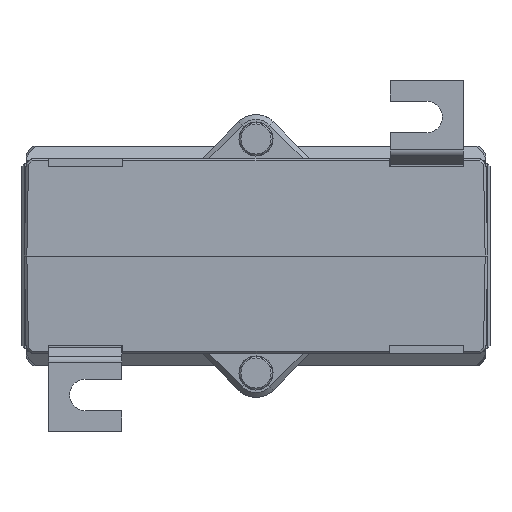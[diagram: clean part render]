
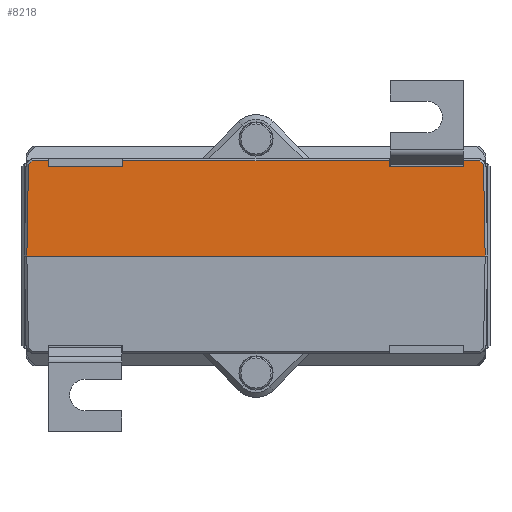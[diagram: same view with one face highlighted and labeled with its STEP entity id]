
A CAD part, front view. The second image highlights one B-rep face of the part: STEP entity #8218.
In plain terms, the highlighted planar face has unit normal (0, -1, 0.018).
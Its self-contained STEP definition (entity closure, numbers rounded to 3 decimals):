
#7324 = VERTEX_POINT ( 'NONE', #60594 ) ;
#7389 = EDGE_CURVE ( 'NONE', #7324, #7405, #60713, .T. ) ;
#7405 = VERTEX_POINT ( 'NONE', #60751 ) ;
#8140 = VERTEX_POINT ( 'NONE', #62135 ) ;
#8148 = VERTEX_POINT ( 'NONE', #62129 ) ;
#8166 = ORIENTED_EDGE ( 'NONE', *, *, #8280, .T. ) ;
#8169 = EDGE_LOOP ( 'NONE', ( #8221, #8219, #8226, #8216, #8225, #8166, #8285, #8207, #8287, #8254, #8258, #8282, #8269, #8274 ) ) ;
#8178 = VERTEX_POINT ( 'NONE', #62190 ) ;
#8180 = VERTEX_POINT ( 'NONE', #62181 ) ;
#8181 = EDGE_CURVE ( 'NONE', #8140, #8178, #62168, .T. ) ;
#8205 = VERTEX_POINT ( 'NONE', #62245 ) ;
#8206 = VERTEX_POINT ( 'NONE', #62243 ) ;
#8207 = ORIENTED_EDGE ( 'NONE', *, *, #8232, .T. ) ;
#8210 = VERTEX_POINT ( 'NONE', #62246 ) ;
#8211 = VERTEX_POINT ( 'NONE', #62239 ) ;
#8214 = EDGE_CURVE ( 'NONE', #8205, #8211, #62242, .T. ) ;
#8215 = EDGE_CURVE ( 'NONE', #8206, #8205, #62247, .T. ) ;
#8216 = ORIENTED_EDGE ( 'NONE', *, *, #8236, .T. ) ;
#8218 = ADVANCED_FACE ( 'NONE', ( #62248 ), #62235, .T. ) ;
#8219 = ORIENTED_EDGE ( 'NONE', *, *, #8222, .F. ) ;
#8221 = ORIENTED_EDGE ( 'NONE', *, *, #8181, .F. ) ;
#8222 = EDGE_CURVE ( 'NONE', #8148, #8140, #62285, .T. ) ;
#8225 = ORIENTED_EDGE ( 'NONE', *, *, #8240, .T. ) ;
#8226 = ORIENTED_EDGE ( 'NONE', *, *, #8229, .F. ) ;
#8229 = EDGE_CURVE ( 'NONE', #8231, #8148, #62276, .T. ) ;
#8231 = VERTEX_POINT ( 'NONE', #62327 ) ;
#8232 = EDGE_CURVE ( 'NONE', #7405, #8206, #62314, .T. ) ;
#8236 = EDGE_CURVE ( 'NONE', #8231, #8180, #62308, .T. ) ;
#8238 = VERTEX_POINT ( 'NONE', #62328 ) ;
#8240 = EDGE_CURVE ( 'NONE', #8180, #8238, #62352, .T. ) ;
#8242 = VERTEX_POINT ( 'NONE', #62307 ) ;
#8252 = VERTEX_POINT ( 'NONE', #62341 ) ;
#8254 = ORIENTED_EDGE ( 'NONE', *, *, #8214, .T. ) ;
#8255 = EDGE_CURVE ( 'NONE', #8242, #8211, #62345, .T. ) ;
#8258 = ORIENTED_EDGE ( 'NONE', *, *, #8255, .F. ) ;
#8260 = EDGE_CURVE ( 'NONE', #8242, #8210, #62382, .T. ) ;
#8267 = EDGE_CURVE ( 'NONE', #8252, #8210, #62364, .T. ) ;
#8269 = ORIENTED_EDGE ( 'NONE', *, *, #8267, .F. ) ;
#8270 = EDGE_CURVE ( 'NONE', #8252, #8178, #62421, .T. ) ;
#8274 = ORIENTED_EDGE ( 'NONE', *, *, #8270, .T. ) ;
#8280 = EDGE_CURVE ( 'NONE', #8238, #7324, #62410, .T. ) ;
#8282 = ORIENTED_EDGE ( 'NONE', *, *, #8260, .T. ) ;
#8285 = ORIENTED_EDGE ( 'NONE', *, *, #7389, .T. ) ;
#8287 = ORIENTED_EDGE ( 'NONE', *, *, #8215, .T. ) ;
#60594 = CARTESIAN_POINT ( 'NONE',  ( -47., -48.25, 0. ) ) ;
#60706 = DIRECTION ( 'NONE',  ( 1., 0., 0. ) ) ;
#60707 = VECTOR ( 'NONE', #60706, 1000. ) ;
#60708 = CARTESIAN_POINT ( 'NONE',  ( -47.5, -48.25, 0. ) ) ;
#60713 = LINE ( 'NONE', #60708, #60707 ) ;
#60751 = CARTESIAN_POINT ( 'NONE',  ( 47., -48.25, 0. ) ) ;
#62129 = CARTESIAN_POINT ( 'NONE',  ( -42.608, -47.929, 18.4 ) ) ;
#62135 = CARTESIAN_POINT ( 'NONE',  ( -27.392, -47.929, 18.4 ) ) ;
#62168 = LINE ( 'NONE', #62194, #62226 ) ;
#62181 = CARTESIAN_POINT ( 'NONE',  ( -45.922, -47.91, 19.5 ) ) ;
#62190 = CARTESIAN_POINT ( 'NONE',  ( -27.382, -47.91, 19.5 ) ) ;
#62193 = DIRECTION ( 'NONE',  ( 0.009, 0.017, 1. ) ) ;
#62194 = CARTESIAN_POINT ( 'NONE',  ( -27.554, -48.253, -0.174 ) ) ;
#62226 = VECTOR ( 'NONE', #62193, 1000. ) ;
#62235 = PLANE ( 'NONE',  #62298 ) ;
#62239 = CARTESIAN_POINT ( 'NONE',  ( 42.618, -47.91, 19.5 ) ) ;
#62241 = CARTESIAN_POINT ( 'NONE',  ( -46.133, -47.91, 19.5 ) ) ;
#62242 = LINE ( 'NONE', #62241, #62300 ) ;
#62243 = CARTESIAN_POINT ( 'NONE',  ( 46.672, -47.922, 18.775 ) ) ;
#62244 = CARTESIAN_POINT ( 'NONE',  ( -47.5, -48.25, 0. ) ) ;
#62245 = CARTESIAN_POINT ( 'NONE',  ( 45.922, -47.91, 19.5 ) ) ;
#62246 = CARTESIAN_POINT ( 'NONE',  ( 27.392, -47.929, 18.4 ) ) ;
#62247 = LINE ( 'NONE', #62297, #62296 ) ;
#62248 = FACE_OUTER_BOUND ( 'NONE', #8169, .T. ) ;
#62265 = DIRECTION ( 'NONE',  ( 0.009, -0.017, -1. ) ) ;
#62266 = VECTOR ( 'NONE', #62265, 1000. ) ;
#62275 = CARTESIAN_POINT ( 'NONE',  ( -42.448, -48.249, 0.044 ) ) ;
#62276 = LINE ( 'NONE', #62275, #62266 ) ;
#62280 = DIRECTION ( 'NONE',  ( 1., 0., 0. ) ) ;
#62281 = VECTOR ( 'NONE', #62280, 1000. ) ;
#62282 = CARTESIAN_POINT ( 'NONE',  ( -47.5, -47.929, 18.4 ) ) ;
#62285 = LINE ( 'NONE', #62282, #62281 ) ;
#62289 = DIRECTION ( 'NONE',  ( 0., -0.017, -1. ) ) ;
#62290 = DIRECTION ( 'NONE',  ( 0., -1., 0.017 ) ) ;
#62295 = DIRECTION ( 'NONE',  ( -0.719, 0.012, 0.695 ) ) ;
#62296 = VECTOR ( 'NONE', #62295, 1000. ) ;
#62297 = CARTESIAN_POINT ( 'NONE',  ( 45.781, -47.907, 19.636 ) ) ;
#62298 = AXIS2_PLACEMENT_3D ( 'NONE', #62244, #62290, #62289 ) ;
#62299 = DIRECTION ( 'NONE',  ( -1., 0., 0. ) ) ;
#62300 = VECTOR ( 'NONE', #62299, 1000. ) ;
#62302 = DIRECTION ( 'NONE',  ( -1., 0., 0. ) ) ;
#62303 = VECTOR ( 'NONE', #62302, 1000. ) ;
#62304 = CARTESIAN_POINT ( 'NONE',  ( -46.133, -47.91, 19.5 ) ) ;
#62307 = CARTESIAN_POINT ( 'NONE',  ( 42.608, -47.929, 18.4 ) ) ;
#62308 = LINE ( 'NONE', #62304, #62303 ) ;
#62311 = DIRECTION ( 'NONE',  ( -0.017, 0.017, 1. ) ) ;
#62312 = VECTOR ( 'NONE', #62311, 1000. ) ;
#62313 = CARTESIAN_POINT ( 'NONE',  ( 46.971, -48.221, 1.648 ) ) ;
#62314 = LINE ( 'NONE', #62313, #62312 ) ;
#62327 = CARTESIAN_POINT ( 'NONE',  ( -42.618, -47.91, 19.5 ) ) ;
#62328 = CARTESIAN_POINT ( 'NONE',  ( -46.672, -47.922, 18.776 ) ) ;
#62341 = CARTESIAN_POINT ( 'NONE',  ( 27.382, -47.91, 19.5 ) ) ;
#62344 = CARTESIAN_POINT ( 'NONE',  ( 42.441, -48.264, -0.785 ) ) ;
#62345 = LINE ( 'NONE', #62344, #62379 ) ;
#62349 = DIRECTION ( 'NONE',  ( -0.719, -0.012, -0.695 ) ) ;
#62350 = VECTOR ( 'NONE', #62349, 1000. ) ;
#62351 = CARTESIAN_POINT ( 'NONE',  ( -46.817, -47.925, 18.636 ) ) ;
#62352 = LINE ( 'NONE', #62351, #62350 ) ;
#62358 = DIRECTION ( 'NONE',  ( 0.009, -0.017, -1. ) ) ;
#62359 = VECTOR ( 'NONE', #62358, 1000. ) ;
#62360 = CARTESIAN_POINT ( 'NONE',  ( 27.547, -48.239, 0.655 ) ) ;
#62364 = LINE ( 'NONE', #62360, #62359 ) ;
#62369 = DIRECTION ( 'NONE',  ( -1., 0., 0. ) ) ;
#62370 = VECTOR ( 'NONE', #62369, 1000. ) ;
#62378 = DIRECTION ( 'NONE',  ( 0.009, 0.017, 1. ) ) ;
#62379 = VECTOR ( 'NONE', #62378, 1000. ) ;
#62381 = CARTESIAN_POINT ( 'NONE',  ( -47.5, -47.929, 18.4 ) ) ;
#62382 = LINE ( 'NONE', #62381, #62370 ) ;
#62402 = DIRECTION ( 'NONE',  ( -0.017, -0.017, -1. ) ) ;
#62408 = VECTOR ( 'NONE', #62402, 1000. ) ;
#62409 = CARTESIAN_POINT ( 'NONE',  ( -47., -48.25, -0.009 ) ) ;
#62410 = LINE ( 'NONE', #62409, #62408 ) ;
#62418 = DIRECTION ( 'NONE',  ( -1., 0., 0. ) ) ;
#62419 = VECTOR ( 'NONE', #62418, 1000. ) ;
#62420 = CARTESIAN_POINT ( 'NONE',  ( -46.133, -47.91, 19.5 ) ) ;
#62421 = LINE ( 'NONE', #62420, #62419 ) ;
